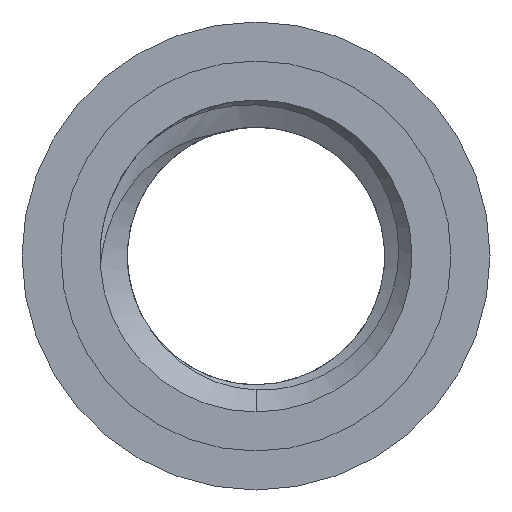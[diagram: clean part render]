
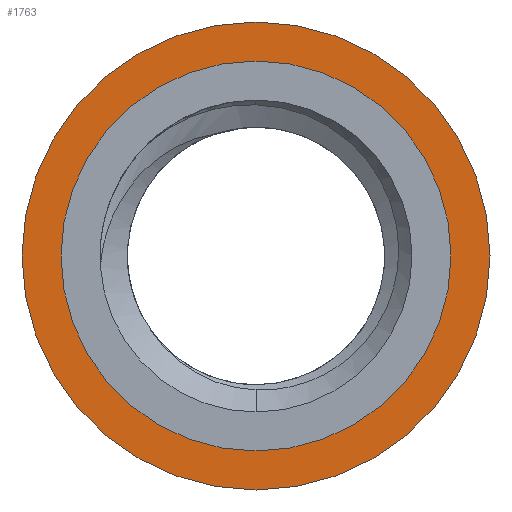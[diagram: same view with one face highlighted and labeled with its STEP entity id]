
A CAD part, front view. The second image highlights one B-rep face of the part: STEP entity #1763.
In plain terms, the highlighted planar face has unit normal (0, -1, 0).
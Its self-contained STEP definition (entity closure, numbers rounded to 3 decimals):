
#41 = DIRECTION ( 'NONE',  ( 0., 0., 1. ) ) ;
#576 = ORIENTED_EDGE ( 'NONE', *, *, #1331, .F. ) ;
#813 = CARTESIAN_POINT ( 'NONE',  ( 0., 10., 0. ) ) ;
#1074 = DIRECTION ( 'NONE',  ( 0., 1., 0. ) ) ;
#1180 = VERTEX_POINT ( 'NONE', #6443 ) ;
#1331 = EDGE_CURVE ( 'NONE', #1180, #2880, #5941, .T. ) ;
#1355 = PLANE ( 'NONE',  #3422 ) ;
#1439 = DIRECTION ( 'NONE',  ( 0., 1., 0. ) ) ;
#1471 = CIRCLE ( 'NONE', #5756, 3. ) ;
#1763 = ADVANCED_FACE ( 'NONE', ( #2925, #2747 ), #1355, .F. ) ;
#1817 = ORIENTED_EDGE ( 'NONE', *, *, #4968, .T. ) ;
#2124 = CARTESIAN_POINT ( 'NONE',  ( 0., 10., 2.5 ) ) ;
#2510 = EDGE_CURVE ( 'NONE', #2880, #1180, #1471, .T. ) ;
#2747 = FACE_BOUND ( 'NONE', #4887, .T. ) ;
#2857 = CARTESIAN_POINT ( 'NONE',  ( 0., 10., 0. ) ) ;
#2880 = VERTEX_POINT ( 'NONE', #5193 ) ;
#2925 = FACE_OUTER_BOUND ( 'NONE', #6675, .T. ) ;
#2988 = EDGE_CURVE ( 'NONE', #5691, #4949, #5493, .T. ) ;
#3242 = ORIENTED_EDGE ( 'NONE', *, *, #2988, .T. ) ;
#3396 = AXIS2_PLACEMENT_3D ( 'NONE', #2857, #6846, #5744 ) ;
#3422 = AXIS2_PLACEMENT_3D ( 'NONE', #6512, #6962, #3644 ) ;
#3644 = DIRECTION ( 'NONE',  ( 0., 0., 1. ) ) ;
#3738 = DIRECTION ( 'NONE',  ( 0., 0., 1. ) ) ;
#3825 = DIRECTION ( 'NONE',  ( 0., 1., 0. ) ) ;
#4059 = AXIS2_PLACEMENT_3D ( 'NONE', #5117, #1074, #41 ) ;
#4382 = CARTESIAN_POINT ( 'NONE',  ( 0., 10., 0. ) ) ;
#4887 = EDGE_LOOP ( 'NONE', ( #3242, #1817 ) ) ;
#4949 = VERTEX_POINT ( 'NONE', #2124 ) ;
#4968 = EDGE_CURVE ( 'NONE', #4949, #5691, #6833, .T. ) ;
#4971 = DIRECTION ( 'NONE',  ( 0., 0., 1. ) ) ;
#4979 = ORIENTED_EDGE ( 'NONE', *, *, #2510, .F. ) ;
#5117 = CARTESIAN_POINT ( 'NONE',  ( 0., 10., 0. ) ) ;
#5193 = CARTESIAN_POINT ( 'NONE',  ( 0., 10., -3. ) ) ;
#5493 = CIRCLE ( 'NONE', #3396, 2.5 ) ;
#5691 = VERTEX_POINT ( 'NONE', #7042 ) ;
#5744 = DIRECTION ( 'NONE',  ( 0., 0., 1. ) ) ;
#5756 = AXIS2_PLACEMENT_3D ( 'NONE', #4382, #3825, #4971 ) ;
#5941 = CIRCLE ( 'NONE', #6859, 3. ) ;
#6443 = CARTESIAN_POINT ( 'NONE',  ( 0., 10., 3. ) ) ;
#6512 = CARTESIAN_POINT ( 'NONE',  ( 0., 10., 0. ) ) ;
#6675 = EDGE_LOOP ( 'NONE', ( #4979, #576 ) ) ;
#6833 = CIRCLE ( 'NONE', #4059, 2.5 ) ;
#6846 = DIRECTION ( 'NONE',  ( 0., 1., 0. ) ) ;
#6859 = AXIS2_PLACEMENT_3D ( 'NONE', #813, #1439, #3738 ) ;
#6962 = DIRECTION ( 'NONE',  ( 0., 1., 0. ) ) ;
#7042 = CARTESIAN_POINT ( 'NONE',  ( 0., 10., -2.5 ) ) ;
